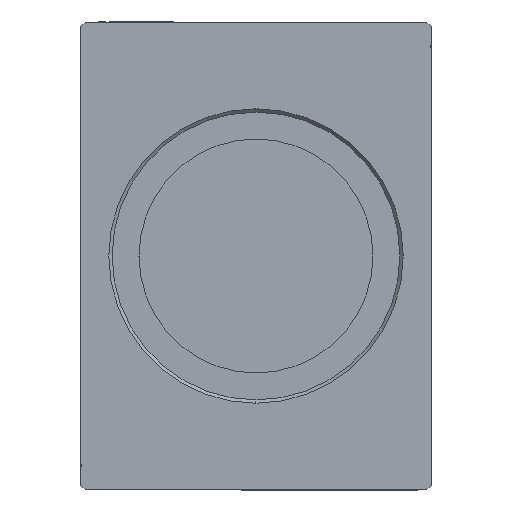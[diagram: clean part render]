
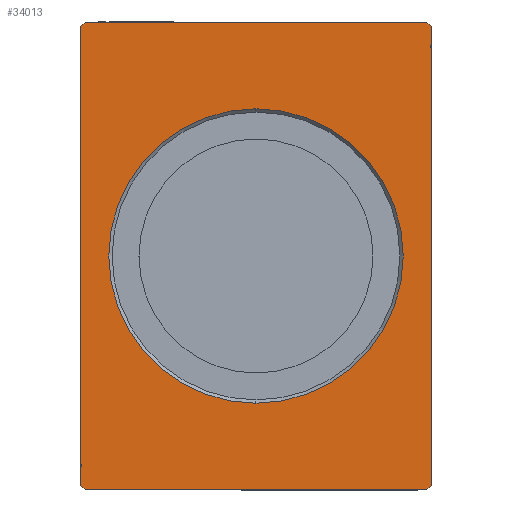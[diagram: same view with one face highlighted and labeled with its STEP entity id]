
A CAD part, left-side view. The second image highlights one B-rep face of the part: STEP entity #34013.
In plain terms, the highlighted planar face has unit normal (-1, 0, 0).
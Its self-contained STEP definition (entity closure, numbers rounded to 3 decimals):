
#149 = AXIS2_PLACEMENT_3D ( 'NONE', #1955, #14636, #27272 ) ;
#641 = EDGE_CURVE ( 'NONE', #35548, #23734, #19184, .T. ) ;
#1947 = VECTOR ( 'NONE', #9533, 1000. ) ;
#1955 = CARTESIAN_POINT ( 'NONE',  ( 0., 0., 0. ) ) ;
#2659 = CARTESIAN_POINT ( 'NONE',  ( 0., 0., -31.45 ) ) ;
#2866 = CARTESIAN_POINT ( 'NONE',  ( 0., 0., 31.45 ) ) ;
#3355 = LINE ( 'NONE', #6677, #4852 ) ;
#3699 = DIRECTION ( 'NONE',  ( 0., 0., -1. ) ) ;
#3782 = DIRECTION ( 'NONE',  ( 0., -0.707, -0.707 ) ) ;
#3853 = DIRECTION ( 'NONE',  ( 1., 0., 0. ) ) ;
#4746 = VERTEX_POINT ( 'NONE', #13266 ) ;
#4852 = VECTOR ( 'NONE', #3782, 1000. ) ;
#5731 = LINE ( 'NONE', #36838, #25219 ) ;
#5842 = DIRECTION ( 'NONE',  ( 0., 0., -1. ) ) ;
#6255 = ORIENTED_EDGE ( 'NONE', *, *, #13367, .F. ) ;
#6676 = VERTEX_POINT ( 'NONE', #29982 ) ;
#6677 = CARTESIAN_POINT ( 'NONE',  ( 0., -36.5, 50. ) ) ;
#6740 = VECTOR ( 'NONE', #3699, 1000. ) ;
#7363 = CARTESIAN_POINT ( 'NONE',  ( 0., 36.5, 50. ) ) ;
#7558 = EDGE_CURVE ( 'NONE', #27735, #4746, #22807, .T. ) ;
#8196 = LINE ( 'NONE', #20448, #37237 ) ;
#8742 = CARTESIAN_POINT ( 'NONE',  ( 0., 37.5, -49. ) ) ;
#9352 = AXIS2_PLACEMENT_3D ( 'NONE', #26647, #3853, #13623 ) ;
#9533 = DIRECTION ( 'NONE',  ( 0., 1., 0. ) ) ;
#9626 = LINE ( 'NONE', #18538, #14263 ) ;
#9921 = LINE ( 'NONE', #28795, #6740 ) ;
#12742 = DIRECTION ( 'NONE',  ( 0., 0.707, -0.707 ) ) ;
#12796 = EDGE_CURVE ( 'NONE', #15414, #18437, #9921, .T. ) ;
#13266 = CARTESIAN_POINT ( 'NONE',  ( 0., 36.5, -50. ) ) ;
#13367 = EDGE_CURVE ( 'NONE', #6676, #18414, #39832, .T. ) ;
#13431 = CIRCLE ( 'NONE', #149, 31.45 ) ;
#13623 = DIRECTION ( 'NONE',  ( 0., 0., -1. ) ) ;
#13908 = CARTESIAN_POINT ( 'NONE',  ( 0., 37.5, 49. ) ) ;
#14017 = FACE_OUTER_BOUND ( 'NONE', #25086, .T. ) ;
#14144 = VERTEX_POINT ( 'NONE', #19845 ) ;
#14263 = VECTOR ( 'NONE', #12742, 1000. ) ;
#14636 = DIRECTION ( 'NONE',  ( 1., 0., 0. ) ) ;
#14689 = DIRECTION ( 'NONE',  ( 0., -0.707, 0.707 ) ) ;
#15170 = EDGE_CURVE ( 'NONE', #23734, #35548, #13431, .T. ) ;
#15414 = VERTEX_POINT ( 'NONE', #31132 ) ;
#15521 = ORIENTED_EDGE ( 'NONE', *, *, #20788, .F. ) ;
#17124 = CARTESIAN_POINT ( 'NONE',  ( 0., -36.5, -50. ) ) ;
#17669 = CARTESIAN_POINT ( 'NONE',  ( 0., -36.5, 50. ) ) ;
#17748 = ORIENTED_EDGE ( 'NONE', *, *, #33808, .F. ) ;
#17750 = DIRECTION ( 'NONE',  ( 0., 0.707, 0.707 ) ) ;
#18414 = VERTEX_POINT ( 'NONE', #13908 ) ;
#18437 = VERTEX_POINT ( 'NONE', #36272 ) ;
#18538 = CARTESIAN_POINT ( 'NONE',  ( 0., -37.5, -49. ) ) ;
#18925 = DIRECTION ( 'NONE',  ( 1., 0., 0. ) ) ;
#19184 = CIRCLE ( 'NONE', #24463, 31.45 ) ;
#19845 = CARTESIAN_POINT ( 'NONE',  ( 0., 36.5, 50. ) ) ;
#20448 = CARTESIAN_POINT ( 'NONE',  ( 0., 36.5, -50. ) ) ;
#20788 = EDGE_CURVE ( 'NONE', #18437, #27735, #9626, .T. ) ;
#21184 = DIRECTION ( 'NONE',  ( 0., 0., 1. ) ) ;
#22807 = LINE ( 'NONE', #25702, #1947 ) ;
#23575 = VECTOR ( 'NONE', #24743, 1000. ) ;
#23734 = VERTEX_POINT ( 'NONE', #2866 ) ;
#24256 = EDGE_LOOP ( 'NONE', ( #25282, #32086 ) ) ;
#24463 = AXIS2_PLACEMENT_3D ( 'NONE', #34252, #18925, #5842 ) ;
#24743 = DIRECTION ( 'NONE',  ( 0., -1., 0. ) ) ;
#25086 = EDGE_LOOP ( 'NONE', ( #17748, #6255, #39152, #36849, #15521, #36603, #38240, #25861 ) ) ;
#25219 = VECTOR ( 'NONE', #14689, 1000. ) ;
#25282 = ORIENTED_EDGE ( 'NONE', *, *, #15170, .T. ) ;
#25702 = CARTESIAN_POINT ( 'NONE',  ( 0., -36.5, -50. ) ) ;
#25861 = ORIENTED_EDGE ( 'NONE', *, *, #26914, .F. ) ;
#26047 = PLANE ( 'NONE',  #9352 ) ;
#26647 = CARTESIAN_POINT ( 'NONE',  ( 0., 0., 0. ) ) ;
#26914 = EDGE_CURVE ( 'NONE', #14144, #40645, #35764, .T. ) ;
#27272 = DIRECTION ( 'NONE',  ( 0., 0., -1. ) ) ;
#27735 = VERTEX_POINT ( 'NONE', #17124 ) ;
#28795 = CARTESIAN_POINT ( 'NONE',  ( 0., -37.5, 49. ) ) ;
#29982 = CARTESIAN_POINT ( 'NONE',  ( 0., 37.5, -49. ) ) ;
#31132 = CARTESIAN_POINT ( 'NONE',  ( 0., -37.5, 49. ) ) ;
#31901 = VECTOR ( 'NONE', #21184, 1000. ) ;
#32086 = ORIENTED_EDGE ( 'NONE', *, *, #641, .T. ) ;
#33808 = EDGE_CURVE ( 'NONE', #18414, #14144, #5731, .T. ) ;
#34013 = ADVANCED_FACE ( 'NONE', ( #38461, #14017 ), #26047, .F. ) ;
#34252 = CARTESIAN_POINT ( 'NONE',  ( 0., 0., 0. ) ) ;
#35548 = VERTEX_POINT ( 'NONE', #2659 ) ;
#35764 = LINE ( 'NONE', #7363, #23575 ) ;
#36272 = CARTESIAN_POINT ( 'NONE',  ( 0., -37.5, -49. ) ) ;
#36603 = ORIENTED_EDGE ( 'NONE', *, *, #12796, .F. ) ;
#36838 = CARTESIAN_POINT ( 'NONE',  ( 0., 37.5, 49. ) ) ;
#36849 = ORIENTED_EDGE ( 'NONE', *, *, #7558, .F. ) ;
#37237 = VECTOR ( 'NONE', #17750, 1000. ) ;
#38240 = ORIENTED_EDGE ( 'NONE', *, *, #40359, .F. ) ;
#38461 = FACE_BOUND ( 'NONE', #24256, .T. ) ;
#38708 = EDGE_CURVE ( 'NONE', #4746, #6676, #8196, .T. ) ;
#39152 = ORIENTED_EDGE ( 'NONE', *, *, #38708, .F. ) ;
#39832 = LINE ( 'NONE', #8742, #31901 ) ;
#40359 = EDGE_CURVE ( 'NONE', #40645, #15414, #3355, .T. ) ;
#40645 = VERTEX_POINT ( 'NONE', #17669 ) ;
